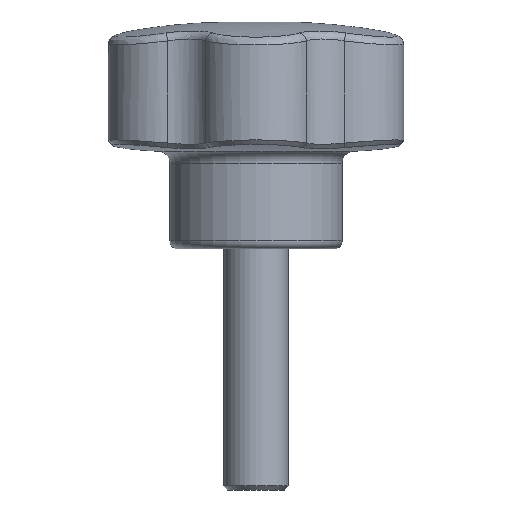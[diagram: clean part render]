
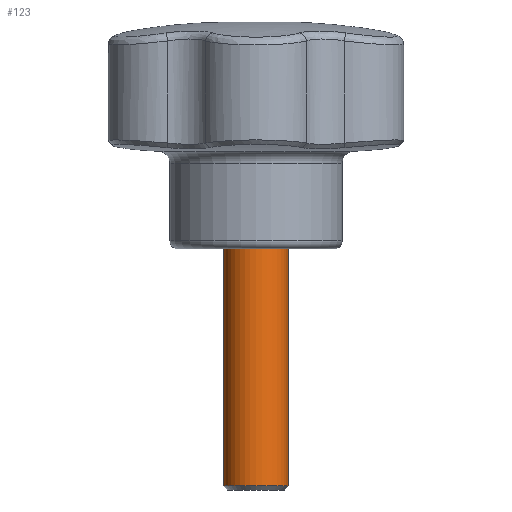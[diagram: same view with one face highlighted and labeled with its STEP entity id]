
A CAD part, front view. The second image highlights one B-rep face of the part: STEP entity #123.
In plain terms, the highlighted cylindrical face has radius 4 mm (diameter 8 mm), a full revolution.
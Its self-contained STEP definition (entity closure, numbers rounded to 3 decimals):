
#123 = ADVANCED_FACE( '', ( #288, #289 ), #290, .T. );
#288 = FACE_OUTER_BOUND( '', #1598, .T. );
#289 = FACE_OUTER_BOUND( '', #1599, .T. );
#290 = CYLINDRICAL_SURFACE( '', #1600, 4. );
#1598 = EDGE_LOOP( '', ( #3633 ) );
#1599 = EDGE_LOOP( '', ( #3634 ) );
#1600 = AXIS2_PLACEMENT_3D( '', #3635, #3636, #3637 );
#3633 = ORIENTED_EDGE( '', *, *, #4069, .T. );
#3634 = ORIENTED_EDGE( '', *, *, #4070, .F. );
#3635 = CARTESIAN_POINT( '', ( 0., 0., -29.8 ) );
#3636 = DIRECTION( '', ( 0., 0., -1. ) );
#3637 = DIRECTION( '', ( 1., 0., 0. ) );
#4069 = EDGE_CURVE( '', #4338, #4338, #4339, .T. );
#4070 = EDGE_CURVE( '', #4340, #4340, #4341, .T. );
#4338 = VERTEX_POINT( '', #5773 );
#4339 = CIRCLE( '', #5774, 4. );
#4340 = VERTEX_POINT( '', #5775 );
#4341 = CIRCLE( '', #5776, 4. );
#5773 = CARTESIAN_POINT( '', ( 4., 0., -29.3 ) );
#5774 = AXIS2_PLACEMENT_3D( '', #6957, #6958, #6959 );
#5775 = CARTESIAN_POINT( '', ( 4., 0., 0. ) );
#5776 = AXIS2_PLACEMENT_3D( '', #6960, #6961, #6962 );
#6957 = CARTESIAN_POINT( '', ( 0., 0., -29.3 ) );
#6958 = DIRECTION( '', ( 0., 0., 1. ) );
#6959 = DIRECTION( '', ( 1., 0., 0. ) );
#6960 = CARTESIAN_POINT( '', ( 0., 0., 0. ) );
#6961 = DIRECTION( '', ( 0., 0., 1. ) );
#6962 = DIRECTION( '', ( 1., 0., 0. ) );
